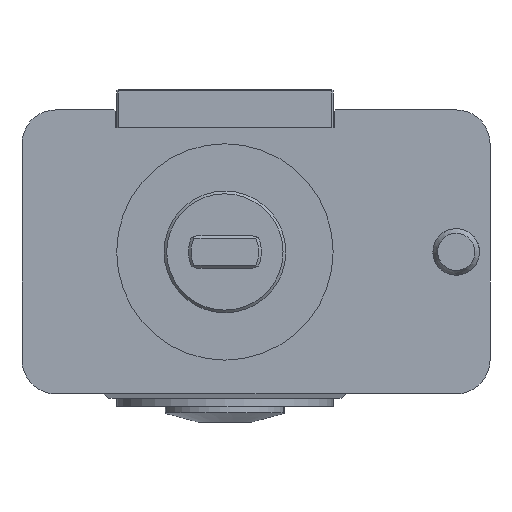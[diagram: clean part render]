
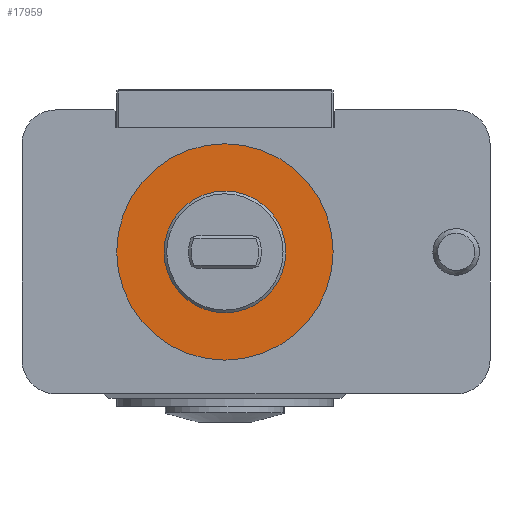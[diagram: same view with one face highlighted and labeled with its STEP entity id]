
A CAD part, front view. The second image highlights one B-rep face of the part: STEP entity #17959.
In plain terms, the highlighted planar face has unit normal (0, -1, 0).
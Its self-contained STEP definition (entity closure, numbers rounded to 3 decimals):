
#612 = FACE_OUTER_BOUND ( 'NONE', #13781, .T. ) ;
#875 = CARTESIAN_POINT ( 'NONE',  ( 0., -27., 0. ) ) ;
#2199 = CARTESIAN_POINT ( 'NONE',  ( -22.5, -27., 0. ) ) ;
#4701 = DIRECTION ( 'NONE',  ( 1., 0., 0. ) ) ;
#4913 = EDGE_LOOP ( 'NONE', ( #21216 ) ) ;
#7986 = AXIS2_PLACEMENT_3D ( 'NONE', #16874, #10213, #21263 ) ;
#10213 = DIRECTION ( 'NONE',  ( 0., 1., 0. ) ) ;
#11041 = CARTESIAN_POINT ( 'NONE',  ( -40., -27., 0. ) ) ;
#13781 = EDGE_LOOP ( 'NONE', ( #19461 ) ) ;
#16380 = DIRECTION ( 'NONE',  ( 0., 1., 0. ) ) ;
#16527 = DIRECTION ( 'NONE',  ( -1., 0., 0. ) ) ;
#16542 = EDGE_CURVE ( 'NONE', #22667, #22667, #27623, .T. ) ;
#16874 = CARTESIAN_POINT ( 'NONE',  ( 0., -27., 0. ) ) ;
#17959 = ADVANCED_FACE ( 'Defeature completata1_236', ( #20637, #612 ), #28578, .T. ) ;
#18114 = EDGE_CURVE ( 'NONE', #20473, #20473, #19375, .T. ) ;
#19375 = CIRCLE ( 'NONE', #26852, 22.5 ) ;
#19461 = ORIENTED_EDGE ( 'NONE', *, *, #16542, .F. ) ;
#19513 = CARTESIAN_POINT ( 'NONE',  ( -40., -27., 0. ) ) ;
#20473 = VERTEX_POINT ( 'NONE', #2199 ) ;
#20637 = FACE_BOUND ( 'NONE', #4913, .T. ) ;
#20765 = AXIS2_PLACEMENT_3D ( 'NONE', #19513, #21551, #4701 ) ;
#21216 = ORIENTED_EDGE ( 'NONE', *, *, #18114, .T. ) ;
#21263 = DIRECTION ( 'NONE',  ( -1., 0., 0. ) ) ;
#21551 = DIRECTION ( 'NONE',  ( 0., -1., 0. ) ) ;
#22667 = VERTEX_POINT ( 'NONE', #11041 ) ;
#26852 = AXIS2_PLACEMENT_3D ( 'NONE', #875, #16380, #16527 ) ;
#27623 = CIRCLE ( 'NONE', #7986, 40. ) ;
#28578 = PLANE ( 'NONE',  #20765 ) ;
